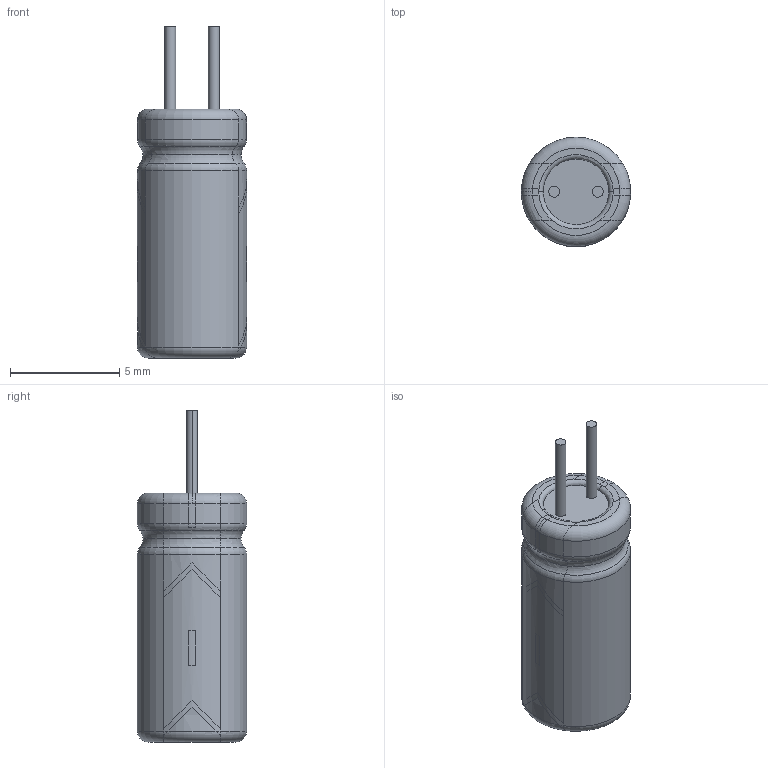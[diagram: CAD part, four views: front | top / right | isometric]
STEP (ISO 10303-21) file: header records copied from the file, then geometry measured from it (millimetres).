
FILE_DESCRIPTION (( 'STEP AP214' ), '1' );
FILE_NAME ('CapEL_2x5x11.4.STEP', '2023-07-15T05:41:51', ( 'Yurii' ), ( '' ), 'SwSTEP 2.0', 'SolidWorks 2019', '' );
FILE_SCHEMA (( 'AUTOMOTIVE_DESIGN' ));
Length unit declared in the file: millimetre
Products named in the file (1): CapEL_2x5x11.4
Bounding box: 5 x 5 x 15.2 mm (x, y, z)
Volume: 217.3 mm3; surface area: 228.4 mm2
Topology: 3 solids, 3 shells, 98 faces, 222 edges, 131 vertices
Faces by surface type: torus 45, cylinder 35, plane 18
Entity records: 3188 total; most frequent: CARTESIAN_POINT 700, DIRECTION 476, ORIENTED_EDGE 444, EDGE_CURVE 222, AXIS2_PLACEMENT_3D 211, VERTEX_POINT 131, CIRCLE 112, EDGE_LOOP 99
